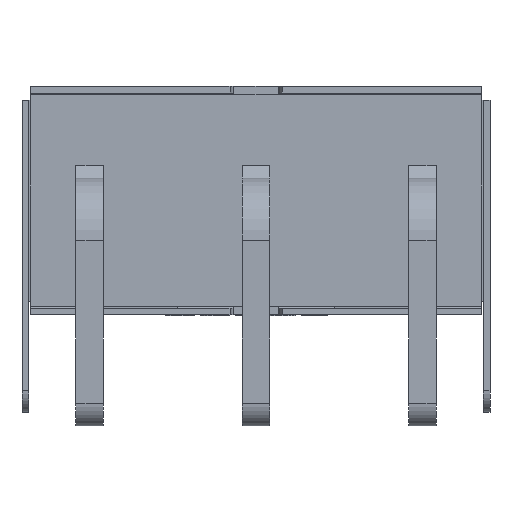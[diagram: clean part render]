
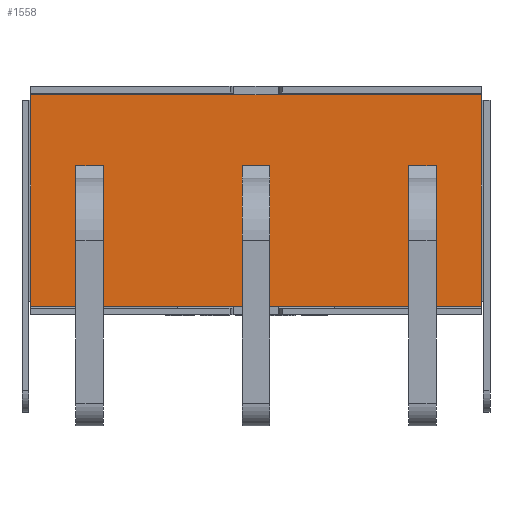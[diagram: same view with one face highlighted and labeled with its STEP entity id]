
A CAD part, front view. The second image highlights one B-rep face of the part: STEP entity #1558.
In plain terms, the highlighted planar face has unit normal (0, -1, 0).
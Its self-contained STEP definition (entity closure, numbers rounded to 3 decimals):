
#88=DIRECTION('',(0.,0.,-1.));
#89=VECTOR('',#88,2.);
#90=CARTESIAN_POINT('',(5.2,-3.025,1.));
#91=LINE('',#90,#89);
#100=DIRECTION('',(0.,0.,1.));
#101=VECTOR('',#100,6.1);
#102=CARTESIAN_POINT('',(-6.5,-3.025,-3.05));
#103=LINE('',#102,#101);
#104=DIRECTION('',(1.,0.,0.));
#105=VECTOR('',#104,0.8);
#106=CARTESIAN_POINT('',(4.4,-3.025,-1.));
#107=LINE('',#106,#105);
#108=DIRECTION('',(-1.,0.,0.));
#109=VECTOR('',#108,0.8);
#110=CARTESIAN_POINT('',(5.2,-3.025,1.));
#111=LINE('',#110,#109);
#112=DIRECTION('',(1.,0.,0.));
#113=VECTOR('',#112,0.8);
#114=CARTESIAN_POINT('',(-0.4,-3.025,-1.));
#115=LINE('',#114,#113);
#116=DIRECTION('',(-1.,0.,0.));
#117=VECTOR('',#116,0.8);
#118=CARTESIAN_POINT('',(0.4,-3.025,1.));
#119=LINE('',#118,#117);
#120=DIRECTION('',(1.,0.,0.));
#121=VECTOR('',#120,0.8);
#122=CARTESIAN_POINT('',(-5.2,-3.025,-1.));
#123=LINE('',#122,#121);
#124=DIRECTION('',(-1.,0.,0.));
#125=VECTOR('',#124,0.8);
#126=CARTESIAN_POINT('',(-4.4,-3.025,1.));
#127=LINE('',#126,#125);
#132=DIRECTION('',(1.,0.,0.));
#133=VECTOR('',#132,13.);
#134=CARTESIAN_POINT('',(-6.5,-3.025,-3.05));
#135=LINE('',#134,#133);
#217=DIRECTION('',(0.,0.,1.));
#218=VECTOR('',#217,6.1);
#219=CARTESIAN_POINT('',(6.5,-3.025,-3.05));
#220=LINE('',#219,#218);
#233=DIRECTION('',(1.,0.,0.));
#234=VECTOR('',#233,13.);
#235=CARTESIAN_POINT('',(-6.5,-3.025,3.05));
#236=LINE('',#235,#234);
#692=DIRECTION('',(0.,0.,1.));
#693=VECTOR('',#692,2.);
#694=CARTESIAN_POINT('',(4.4,-3.025,-1.));
#695=LINE('',#694,#693);
#775=DIRECTION('',(0.,0.,1.));
#776=VECTOR('',#775,2.);
#777=CARTESIAN_POINT('',(-0.4,-3.025,-1.));
#778=LINE('',#777,#776);
#839=DIRECTION('',(0.,0.,-1.));
#840=VECTOR('',#839,2.);
#841=CARTESIAN_POINT('',(0.4,-3.025,1.));
#842=LINE('',#841,#840);
#917=DIRECTION('',(0.,0.,1.));
#918=VECTOR('',#917,2.);
#919=CARTESIAN_POINT('',(-5.2,-3.025,-1.));
#920=LINE('',#919,#918);
#981=DIRECTION('',(0.,0.,-1.));
#982=VECTOR('',#981,2.);
#983=CARTESIAN_POINT('',(-4.4,-3.025,1.));
#984=LINE('',#983,#982);
#1060=CARTESIAN_POINT('',(-6.5,-3.025,-3.05));
#1062=VERTEX_POINT('',#1060);
#1063=CARTESIAN_POINT('',(6.5,-3.025,-3.05));
#1064=VERTEX_POINT('',#1063);
#1068=CARTESIAN_POINT('',(-6.5,-3.025,3.05));
#1070=VERTEX_POINT('',#1068);
#1071=CARTESIAN_POINT('',(6.5,-3.025,3.05));
#1072=VERTEX_POINT('',#1071);
#1271=CARTESIAN_POINT('',(4.4,-3.025,-1.));
#1272=CARTESIAN_POINT('',(5.2,-3.025,-1.));
#1273=VERTEX_POINT('',#1271);
#1274=VERTEX_POINT('',#1272);
#1275=CARTESIAN_POINT('',(5.2,-3.025,1.));
#1276=CARTESIAN_POINT('',(4.4,-3.025,1.));
#1277=VERTEX_POINT('',#1275);
#1278=VERTEX_POINT('',#1276);
#1335=CARTESIAN_POINT('',(-0.4,-3.025,-1.));
#1336=CARTESIAN_POINT('',(0.4,-3.025,-1.));
#1337=VERTEX_POINT('',#1335);
#1338=VERTEX_POINT('',#1336);
#1339=CARTESIAN_POINT('',(0.4,-3.025,1.));
#1340=CARTESIAN_POINT('',(-0.4,-3.025,1.));
#1341=VERTEX_POINT('',#1339);
#1342=VERTEX_POINT('',#1340);
#1367=CARTESIAN_POINT('',(-5.2,-3.025,-1.));
#1368=CARTESIAN_POINT('',(-4.4,-3.025,-1.));
#1369=VERTEX_POINT('',#1367);
#1370=VERTEX_POINT('',#1368);
#1371=CARTESIAN_POINT('',(-4.4,-3.025,1.));
#1372=CARTESIAN_POINT('',(-5.2,-3.025,1.));
#1373=VERTEX_POINT('',#1371);
#1374=VERTEX_POINT('',#1372);
#1515=CARTESIAN_POINT('',(-6.5,-3.025,-3.05));
#1516=DIRECTION('',(0.,-1.,0.));
#1517=DIRECTION('',(1.,0.,0.));
#1518=AXIS2_PLACEMENT_3D('',#1515,#1516,#1517);
#1519=PLANE('',#1518);
#1521=ORIENTED_EDGE('',*,*,#1520,.F.);
#1523=ORIENTED_EDGE('',*,*,#1522,.T.);
#1525=ORIENTED_EDGE('',*,*,#1524,.T.);
#1527=ORIENTED_EDGE('',*,*,#1526,.F.);
#1528=EDGE_LOOP('',(#1521,#1523,#1525,#1527));
#1529=FACE_OUTER_BOUND('',#1528,.F.);
#1531=ORIENTED_EDGE('',*,*,#1530,.F.);
#1532=ORIENTED_EDGE('',*,*,#1501,.T.);
#1533=ORIENTED_EDGE('',*,*,#1482,.F.);
#1535=ORIENTED_EDGE('',*,*,#1534,.T.);
#1536=EDGE_LOOP('',(#1531,#1532,#1533,#1535));
#1537=FACE_BOUND('',#1536,.F.);
#1539=ORIENTED_EDGE('',*,*,#1538,.F.);
#1541=ORIENTED_EDGE('',*,*,#1540,.T.);
#1543=ORIENTED_EDGE('',*,*,#1542,.F.);
#1545=ORIENTED_EDGE('',*,*,#1544,.T.);
#1546=EDGE_LOOP('',(#1539,#1541,#1543,#1545));
#1547=FACE_BOUND('',#1546,.F.);
#1549=ORIENTED_EDGE('',*,*,#1548,.F.);
#1551=ORIENTED_EDGE('',*,*,#1550,.T.);
#1553=ORIENTED_EDGE('',*,*,#1552,.F.);
#1555=ORIENTED_EDGE('',*,*,#1554,.T.);
#1556=EDGE_LOOP('',(#1549,#1551,#1553,#1555));
#1557=FACE_BOUND('',#1556,.F.);
#1558=ADVANCED_FACE('',(#1529,#1537,#1547,#1557),#1519,.T.);
#1482=EDGE_CURVE('',#1277,#1274,#91,.T.);
#1501=EDGE_CURVE('',#1273,#1274,#107,.T.);
#1520=EDGE_CURVE('',#1062,#1064,#135,.T.);
#1522=EDGE_CURVE('',#1062,#1070,#103,.T.);
#1524=EDGE_CURVE('',#1070,#1072,#236,.T.);
#1526=EDGE_CURVE('',#1064,#1072,#220,.T.);
#1530=EDGE_CURVE('',#1273,#1278,#695,.T.);
#1534=EDGE_CURVE('',#1277,#1278,#111,.T.);
#1538=EDGE_CURVE('',#1337,#1342,#778,.T.);
#1540=EDGE_CURVE('',#1337,#1338,#115,.T.);
#1542=EDGE_CURVE('',#1341,#1338,#842,.T.);
#1544=EDGE_CURVE('',#1341,#1342,#119,.T.);
#1548=EDGE_CURVE('',#1369,#1374,#920,.T.);
#1550=EDGE_CURVE('',#1369,#1370,#123,.T.);
#1552=EDGE_CURVE('',#1373,#1370,#984,.T.);
#1554=EDGE_CURVE('',#1373,#1374,#127,.T.);
